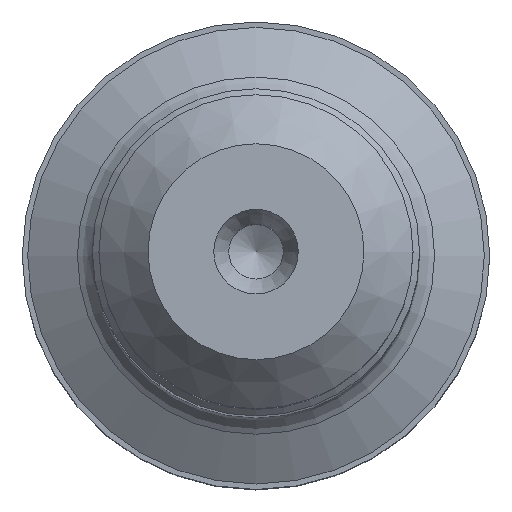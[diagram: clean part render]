
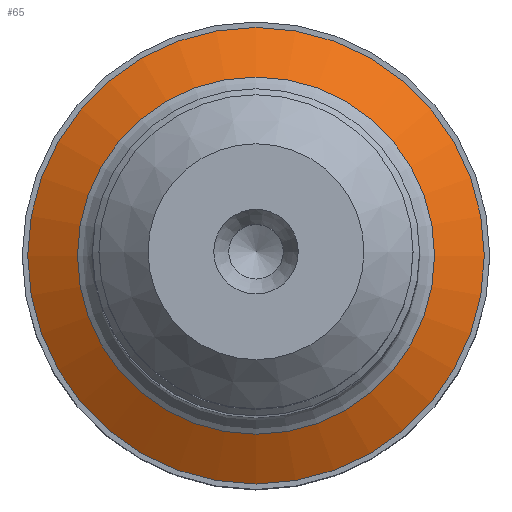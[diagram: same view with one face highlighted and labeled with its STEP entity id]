
A CAD part, top view. The second image highlights one B-rep face of the part: STEP entity #65.
In plain terms, the highlighted conical face has half-angle 60 degrees and reference radius 5.85 mm.
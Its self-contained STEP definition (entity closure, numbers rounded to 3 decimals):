
#51=CONICAL_SURFACE('',#337,5.85,60.);
#65=ADVANCED_FACE('',(#98,#99),#51,.T.);
#98=FACE_BOUND('',#140,.T.);
#99=FACE_BOUND('',#141,.T.);
#140=EDGE_LOOP('',(#182));
#141=EDGE_LOOP('',(#183));
#182=ORIENTED_EDGE('',*,*,#246,.T.);
#183=ORIENTED_EDGE('',*,*,#247,.F.);
#223=VERTEX_POINT('',#516);
#224=VERTEX_POINT('',#518);
#246=EDGE_CURVE('',#223,#223,#267,.T.);
#247=EDGE_CURVE('',#224,#224,#268,.T.);
#267=CIRCLE('',#335,6.55);
#268=CIRCLE('',#336,8.373);
#335=AXIS2_PLACEMENT_3D('',#515,#395,#396);
#336=AXIS2_PLACEMENT_3D('',#517,#397,#398);
#337=AXIS2_PLACEMENT_3D('',#519,#399,#400);
#395=DIRECTION('',(0.,0.,-1.));
#396=DIRECTION('',(-1.,0.,0.));
#397=DIRECTION('',(0.,0.,-1.));
#398=DIRECTION('',(-1.,0.,0.));
#399=DIRECTION('',(0.,0.,-1.));
#400=DIRECTION('',(-1.,0.,0.));
#515=CARTESIAN_POINT('',(0.,0.,-83.832));
#516=CARTESIAN_POINT('',(-6.55,0.,-83.832));
#517=CARTESIAN_POINT('',(0.,0.,-84.885));
#518=CARTESIAN_POINT('',(-8.373,0.,-84.885));
#519=CARTESIAN_POINT('',(0.,0.,-83.428));
